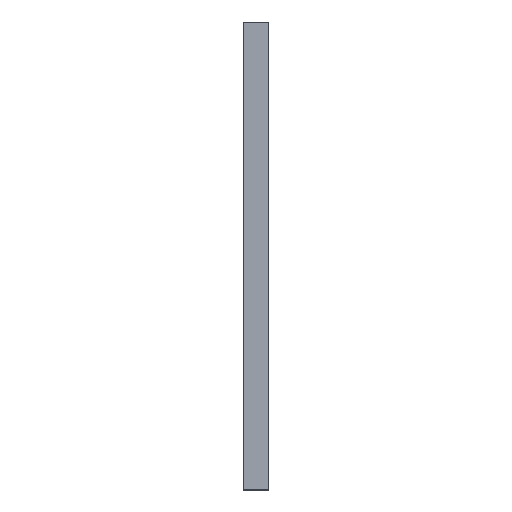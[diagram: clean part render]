
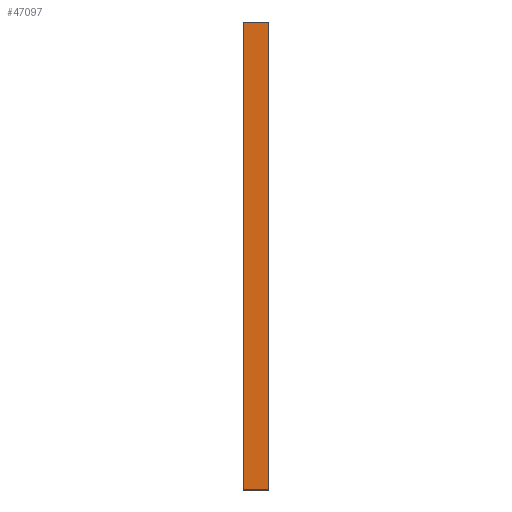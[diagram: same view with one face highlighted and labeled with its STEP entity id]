
A CAD part, front view. The second image highlights one B-rep face of the part: STEP entity #47097.
In plain terms, the highlighted planar face has unit normal (0, -1, 0).
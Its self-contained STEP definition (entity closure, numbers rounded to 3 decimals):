
#37057 = PLANE('',#37058);
#37058 = AXIS2_PLACEMENT_3D('',#37059,#37060,#37061);
#37059 = CARTESIAN_POINT('',(5.5,-10.95,0.05));
#37060 = DIRECTION('',(0.,0.707,0.707));
#37061 = DIRECTION('',(1.,0.,0.));
#37416 = PLANE('',#37417);
#37417 = AXIS2_PLACEMENT_3D('',#37418,#37419,#37420);
#37418 = CARTESIAN_POINT('',(5.5,-10.95,199.95));
#37419 = DIRECTION('',(0.,-0.707,
    0.707));
#37420 = DIRECTION('',(1.,0.,0.));
#37754 = PLANE('',#37755);
#37755 = AXIS2_PLACEMENT_3D('',#37756,#37757,#37758);
#37756 = CARTESIAN_POINT('',(-5.4,-10.9,0.));
#37757 = DIRECTION('',(-0.707,-0.707,
    0.));
#37758 = DIRECTION('',(0.,0.,1.));
#41385 = VERTEX_POINT('',#41386);
#41386 = CARTESIAN_POINT('',(5.4,-11.,0.1));
#41407 = EDGE_CURVE('',#41385,#41408,#41410,.T.);
#41408 = VERTEX_POINT('',#41409);
#41409 = CARTESIAN_POINT('',(-5.3,-11.,0.1));
#41410 = SURFACE_CURVE('',#41411,(#41415,#41422),.PCURVE_S1.);
#41411 = LINE('',#41412,#41413);
#41412 = CARTESIAN_POINT('',(5.5,-11.,0.1));
#41413 = VECTOR('',#41414,1.);
#41414 = DIRECTION('',(-1.,0.,0.));
#41415 = PCURVE('',#37057,#41416);
#41416 = DEFINITIONAL_REPRESENTATION('',(#41417),#41421);
#41417 = LINE('',#41418,#41419);
#41418 = CARTESIAN_POINT('',(0.,-0.071));
#41419 = VECTOR('',#41420,1.);
#41420 = DIRECTION('',(-1.,0.));
#41421 = ( GEOMETRIC_REPRESENTATION_CONTEXT(2) 
PARAMETRIC_REPRESENTATION_CONTEXT() REPRESENTATION_CONTEXT('2D SPACE',''
  ) );
#41422 = PCURVE('',#41423,#41428);
#41423 = PLANE('',#41424);
#41424 = AXIS2_PLACEMENT_3D('',#41425,#41426,#41427);
#41425 = CARTESIAN_POINT('',(5.5,-11.,0.));
#41426 = DIRECTION('',(0.,-1.,0.));
#41427 = DIRECTION('',(-1.,0.,0.));
#41428 = DEFINITIONAL_REPRESENTATION('',(#41429),#41433);
#41429 = LINE('',#41430,#41431);
#41430 = CARTESIAN_POINT('',(0.,-0.1));
#41431 = VECTOR('',#41432,1.);
#41432 = DIRECTION('',(1.,0.));
#41433 = ( GEOMETRIC_REPRESENTATION_CONTEXT(2) 
PARAMETRIC_REPRESENTATION_CONTEXT() REPRESENTATION_CONTEXT('2D SPACE',''
  ) );
#41723 = VERTEX_POINT('',#41724);
#41724 = CARTESIAN_POINT('',(5.4,-11.,199.9));
#41745 = EDGE_CURVE('',#41723,#41746,#41748,.T.);
#41746 = VERTEX_POINT('',#41747);
#41747 = CARTESIAN_POINT('',(-5.3,-11.,199.9));
#41748 = SURFACE_CURVE('',#41749,(#41753,#41760),.PCURVE_S1.);
#41749 = LINE('',#41750,#41751);
#41750 = CARTESIAN_POINT('',(5.5,-11.,199.9));
#41751 = VECTOR('',#41752,1.);
#41752 = DIRECTION('',(-1.,0.,0.));
#41753 = PCURVE('',#37416,#41754);
#41754 = DEFINITIONAL_REPRESENTATION('',(#41755),#41759);
#41755 = LINE('',#41756,#41757);
#41756 = CARTESIAN_POINT('',(0.,-0.071));
#41757 = VECTOR('',#41758,1.);
#41758 = DIRECTION('',(-1.,0.));
#41759 = ( GEOMETRIC_REPRESENTATION_CONTEXT(2) 
PARAMETRIC_REPRESENTATION_CONTEXT() REPRESENTATION_CONTEXT('2D SPACE',''
  ) );
#41760 = PCURVE('',#41423,#41761);
#41761 = DEFINITIONAL_REPRESENTATION('',(#41762),#41766);
#41762 = LINE('',#41763,#41764);
#41763 = CARTESIAN_POINT('',(0.,-199.9));
#41764 = VECTOR('',#41765,1.);
#41765 = DIRECTION('',(1.,0.));
#41766 = ( GEOMETRIC_REPRESENTATION_CONTEXT(2) 
PARAMETRIC_REPRESENTATION_CONTEXT() REPRESENTATION_CONTEXT('2D SPACE',''
  ) );
#41847 = EDGE_CURVE('',#41408,#41746,#41848,.T.);
#41848 = SURFACE_CURVE('',#41849,(#41853,#41860),.PCURVE_S1.);
#41849 = LINE('',#41850,#41851);
#41850 = CARTESIAN_POINT('',(-5.3,-11.,0.));
#41851 = VECTOR('',#41852,1.);
#41852 = DIRECTION('',(0.,0.,1.));
#41853 = PCURVE('',#37754,#41854);
#41854 = DEFINITIONAL_REPRESENTATION('',(#41855),#41859);
#41855 = LINE('',#41856,#41857);
#41856 = CARTESIAN_POINT('',(0.,-0.141));
#41857 = VECTOR('',#41858,1.);
#41858 = DIRECTION('',(1.,0.));
#41859 = ( GEOMETRIC_REPRESENTATION_CONTEXT(2) 
PARAMETRIC_REPRESENTATION_CONTEXT() REPRESENTATION_CONTEXT('2D SPACE',''
  ) );
#41860 = PCURVE('',#41423,#41861);
#41861 = DEFINITIONAL_REPRESENTATION('',(#41862),#41866);
#41862 = LINE('',#41863,#41864);
#41863 = CARTESIAN_POINT('',(10.8,0.));
#41864 = VECTOR('',#41865,1.);
#41865 = DIRECTION('',(0.,-1.));
#41866 = ( GEOMETRIC_REPRESENTATION_CONTEXT(2) 
PARAMETRIC_REPRESENTATION_CONTEXT() REPRESENTATION_CONTEXT('2D SPACE',''
  ) );
#46904 = PLANE('',#46905);
#46905 = AXIS2_PLACEMENT_3D('',#46906,#46907,#46908);
#46906 = CARTESIAN_POINT('',(5.45,-10.95,0.));
#46907 = DIRECTION('',(0.707,-0.707,0.));
#46908 = DIRECTION('',(0.,0.,1.));
#47097 = ADVANCED_FACE('',(#47098),#41423,.T.);
#47098 = FACE_BOUND('',#47099,.T.);
#47099 = EDGE_LOOP('',(#47100,#47121,#47122,#47123));
#47100 = ORIENTED_EDGE('',*,*,#47101,.T.);
#47101 = EDGE_CURVE('',#41385,#41723,#47102,.T.);
#47102 = SURFACE_CURVE('',#47103,(#47107,#47114),.PCURVE_S1.);
#47103 = LINE('',#47104,#47105);
#47104 = CARTESIAN_POINT('',(5.4,-11.,0.));
#47105 = VECTOR('',#47106,1.);
#47106 = DIRECTION('',(0.,0.,1.));
#47107 = PCURVE('',#41423,#47108);
#47108 = DEFINITIONAL_REPRESENTATION('',(#47109),#47113);
#47109 = LINE('',#47110,#47111);
#47110 = CARTESIAN_POINT('',(0.1,0.));
#47111 = VECTOR('',#47112,1.);
#47112 = DIRECTION('',(0.,-1.));
#47113 = ( GEOMETRIC_REPRESENTATION_CONTEXT(2) 
PARAMETRIC_REPRESENTATION_CONTEXT() REPRESENTATION_CONTEXT('2D SPACE',''
  ) );
#47114 = PCURVE('',#46904,#47115);
#47115 = DEFINITIONAL_REPRESENTATION('',(#47116),#47120);
#47116 = LINE('',#47117,#47118);
#47117 = CARTESIAN_POINT('',(0.,0.071));
#47118 = VECTOR('',#47119,1.);
#47119 = DIRECTION('',(1.,0.));
#47120 = ( GEOMETRIC_REPRESENTATION_CONTEXT(2) 
PARAMETRIC_REPRESENTATION_CONTEXT() REPRESENTATION_CONTEXT('2D SPACE',''
  ) );
#47121 = ORIENTED_EDGE('',*,*,#41745,.T.);
#47122 = ORIENTED_EDGE('',*,*,#41847,.F.);
#47123 = ORIENTED_EDGE('',*,*,#41407,.F.);
